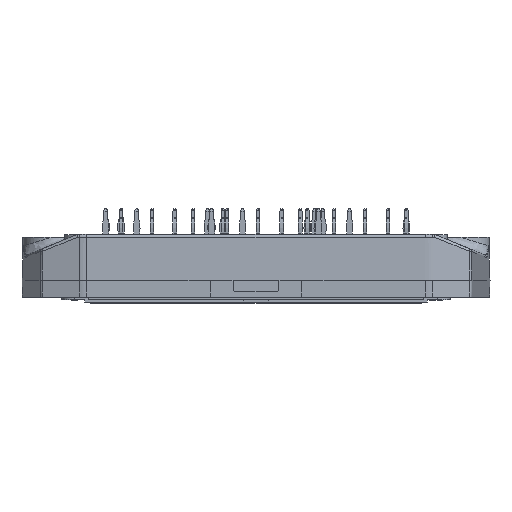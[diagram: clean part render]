
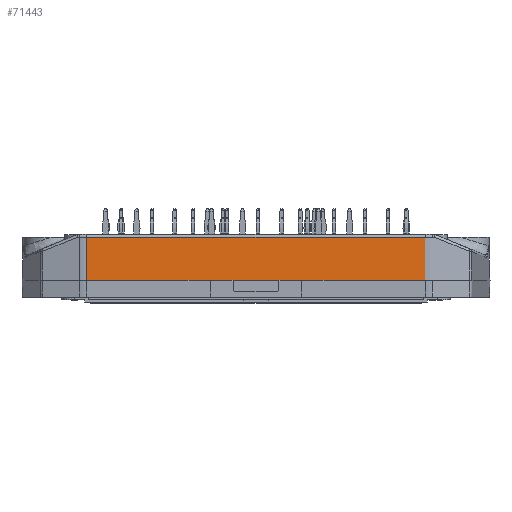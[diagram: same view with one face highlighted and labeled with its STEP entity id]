
A CAD part, front view. The second image highlights one B-rep face of the part: STEP entity #71443.
In plain terms, the highlighted planar face has unit normal (0, -1, 0.026).
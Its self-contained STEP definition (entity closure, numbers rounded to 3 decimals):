
#8076=ORIENTED_EDGE('',*,*,#22523,.F.);
#8077=ORIENTED_EDGE('',*,*,#22524,.T.);
#8078=ORIENTED_EDGE('',*,*,#22258,.F.);
#8079=ORIENTED_EDGE('',*,*,#22525,.F.);
#8080=ORIENTED_EDGE('',*,*,#22526,.T.);
#8081=ORIENTED_EDGE('',*,*,#22527,.T.);
#8082=ORIENTED_EDGE('',*,*,#22511,.T.);
#8083=ORIENTED_EDGE('',*,*,#22528,.F.);
#8084=ORIENTED_EDGE('',*,*,#22506,.F.);
#8085=ORIENTED_EDGE('',*,*,#22245,.F.);
#22245=EDGE_CURVE('',#29600,#29601,#34204,.T.);
#22258=EDGE_CURVE('',#29610,#29611,#34212,.T.);
#22506=EDGE_CURVE('',#29601,#29759,#34332,.T.);
#22511=EDGE_CURVE('',#29763,#29762,#34335,.T.);
#22523=EDGE_CURVE('',#29773,#29600,#34343,.T.);
#22524=EDGE_CURVE('',#29773,#29611,#34344,.F.);
#22525=EDGE_CURVE('',#29774,#29610,#34345,.F.);
#22526=EDGE_CURVE('',#29774,#29775,#34346,.T.);
#22527=EDGE_CURVE('',#29775,#29763,#34347,.T.);
#22528=EDGE_CURVE('',#29759,#29762,#34348,.T.);
#29600=VERTEX_POINT('',#99272);
#29601=VERTEX_POINT('',#99274);
#29610=VERTEX_POINT('',#99307);
#29611=VERTEX_POINT('',#99308);
#29759=VERTEX_POINT('',#100348);
#29762=VERTEX_POINT('',#100355);
#29763=VERTEX_POINT('',#100357);
#29773=VERTEX_POINT('',#100461);
#29774=VERTEX_POINT('',#100464);
#29775=VERTEX_POINT('',#100466);
#34204=LINE('',#99273,#38866);
#34212=LINE('',#99306,#38874);
#34332=LINE('',#100347,#38994);
#34335=LINE('',#100356,#38997);
#34343=LINE('',#100460,#39005);
#34344=LINE('',#100462,#39006);
#34345=LINE('',#100463,#39007);
#34346=LINE('',#100465,#39008);
#34347=LINE('',#100467,#39009);
#34348=LINE('',#100468,#39010);
#38866=VECTOR('',#82219,1000.);
#38874=VECTOR('',#82243,1000.);
#38994=VECTOR('',#82681,1000.);
#38997=VECTOR('',#82688,1000.);
#39005=VECTOR('',#82700,1000.);
#39006=VECTOR('',#82701,1000.);
#39007=VECTOR('',#82702,1000.);
#39008=VECTOR('',#82703,1000.);
#39009=VECTOR('',#82704,1000.);
#39010=VECTOR('',#82705,1000.);
#43614=EDGE_LOOP('',(#8076,#8077,#8078,#8079,#8080,#8081,#8082,#8083,#8084,
#8085));
#46734=FACE_BOUND('',#43614,.T.);
#49309=PLANE('',#75215);
#71443=ADVANCED_FACE('',(#46734),#49309,.T.);
#75215=AXIS2_PLACEMENT_3D('',#100459,#82698,#82699);
#82219=DIRECTION('',(-1.,0.,0.));
#82243=DIRECTION('',(1.,0.,0.));
#82681=DIRECTION('',(-1.,0.,0.));
#82688=DIRECTION('',(1.,0.,0.));
#82698=DIRECTION('',(0.,-1.,0.026));
#82699=DIRECTION('',(0.,0.026,1.));
#82700=DIRECTION('',(-1.,0.,0.));
#82701=DIRECTION('',(0.006,-0.026,-1.));
#82702=DIRECTION('',(-0.006,-0.026,-1.));
#82703=DIRECTION('',(1.,0.,0.));
#82704=DIRECTION('',(1.,0.,0.));
#82705=DIRECTION('',(-1.,0.,0.));
#99272=CARTESIAN_POINT('',(29.513,-30.776,3.));
#99273=CARTESIAN_POINT('',(17.961,-30.776,3.));
#99274=CARTESIAN_POINT('',(8.,-30.776,3.));
#99306=CARTESIAN_POINT('',(27.533,-30.58,10.513));
#99307=CARTESIAN_POINT('',(-29.469,-30.58,10.513));
#99308=CARTESIAN_POINT('',(29.469,-30.58,10.513));
#100347=CARTESIAN_POINT('',(17.961,-30.776,3.));
#100348=CARTESIAN_POINT('',(4.,-30.776,3.));
#100355=CARTESIAN_POINT('',(-4.,-30.776,3.));
#100356=CARTESIAN_POINT('',(-17.961,-30.776,3.));
#100357=CARTESIAN_POINT('',(-8.,-30.776,3.));
#100459=CARTESIAN_POINT('',(17.961,-30.776,3.));
#100460=CARTESIAN_POINT('',(17.961,-30.776,3.));
#100461=CARTESIAN_POINT('',(29.513,-30.776,3.));
#100462=CARTESIAN_POINT('',(29.512,-30.775,3.067));
#100463=CARTESIAN_POINT('',(-29.512,-30.775,3.067));
#100464=CARTESIAN_POINT('',(-29.513,-30.776,3.));
#100465=CARTESIAN_POINT('',(-17.961,-30.776,3.));
#100466=CARTESIAN_POINT('',(-29.513,-30.776,3.));
#100467=CARTESIAN_POINT('',(-17.961,-30.776,3.));
#100468=CARTESIAN_POINT('',(-17.961,-30.776,3.));
